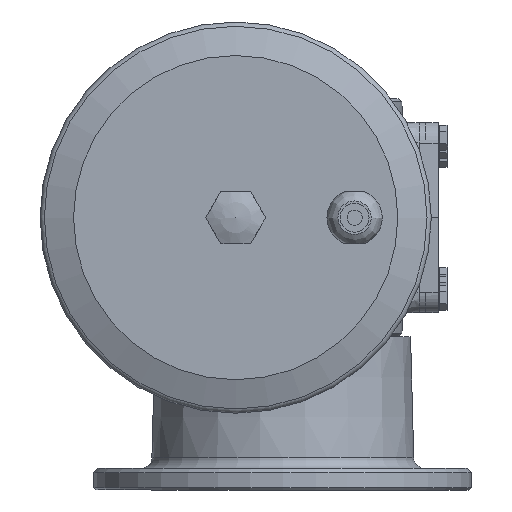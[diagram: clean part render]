
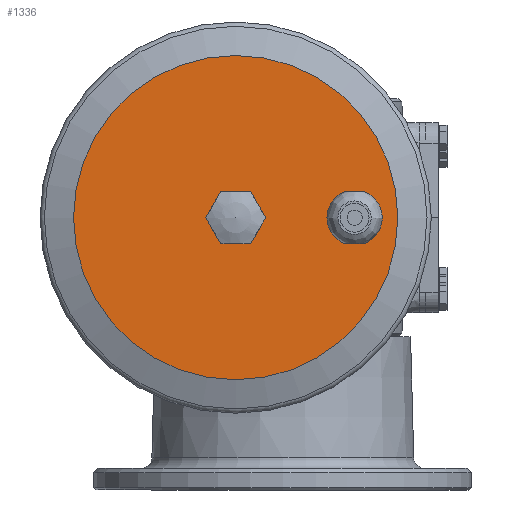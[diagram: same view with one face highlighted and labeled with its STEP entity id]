
A CAD part, left-side view. The second image highlights one B-rep face of the part: STEP entity #1336.
In plain terms, the highlighted planar face has unit normal (-1, 0, 0).
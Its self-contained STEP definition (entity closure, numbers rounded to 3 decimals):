
#1336 = ADVANCED_FACE( '', ( #3426, #3427, #3428 ), #3429, .T. );
#3426 = FACE_BOUND( '', #9132, .T. );
#3427 = FACE_OUTER_BOUND( '', #9133, .T. );
#3428 = FACE_BOUND( '', #9134, .T. );
#3429 = PLANE( '', #9135 );
#9132 = EDGE_LOOP( '', ( #19610, #19611, #19612, #19613 ) );
#9133 = EDGE_LOOP( '', ( #19614 ) );
#9134 = EDGE_LOOP( '', ( #19615, #19616, #19617, #19618, #19619, #19620 ) );
#9135 = AXIS2_PLACEMENT_3D( '', #19621, #19622, #19623 );
#19610 = ORIENTED_EDGE( '', *, *, #25536, .F. );
#19611 = ORIENTED_EDGE( '', *, *, #25537, .F. );
#19612 = ORIENTED_EDGE( '', *, *, #25538, .F. );
#19613 = ORIENTED_EDGE( '', *, *, #25539, .T. );
#19614 = ORIENTED_EDGE( '', *, *, #25540, .T. );
#19615 = ORIENTED_EDGE( '', *, *, #25541, .T. );
#19616 = ORIENTED_EDGE( '', *, *, #25542, .T. );
#19617 = ORIENTED_EDGE( '', *, *, #25543, .T. );
#19618 = ORIENTED_EDGE( '', *, *, #25544, .T. );
#19619 = ORIENTED_EDGE( '', *, *, #25545, .T. );
#19620 = ORIENTED_EDGE( '', *, *, #25546, .T. );
#19621 = CARTESIAN_POINT( '', ( -522.5, -53.2, 0. ) );
#19622 = DIRECTION( '', ( -1., 0., 0. ) );
#19623 = DIRECTION( '', ( 0., -1., 0. ) );
#25536 = EDGE_CURVE( '', #28741, #28742, #28743, .T. );
#25537 = EDGE_CURVE( '', #28744, #28741, #28745, .T. );
#25538 = EDGE_CURVE( '', #28746, #28744, #28747, .T. );
#25539 = EDGE_CURVE( '', #28746, #28742, #28748, .T. );
#25540 = EDGE_CURVE( '', #28749, #28749, #28750, .T. );
#25541 = EDGE_CURVE( '', #28751, #28752, #28753, .T. );
#25542 = EDGE_CURVE( '', #28752, #28754, #28755, .T. );
#25543 = EDGE_CURVE( '', #28754, #28756, #28757, .T. );
#25544 = EDGE_CURVE( '', #28756, #28758, #28759, .T. );
#25545 = EDGE_CURVE( '', #28758, #28760, #28761, .T. );
#25546 = EDGE_CURVE( '', #28760, #28751, #28762, .T. );
#28741 = VERTEX_POINT( '', #35279 );
#28742 = VERTEX_POINT( '', #35280 );
#28743 = CIRCLE( '', #35281, 12.8 );
#28744 = VERTEX_POINT( '', #35282 );
#28745 = LINE( '', #35283, #35284 );
#28746 = VERTEX_POINT( '', #35285 );
#28747 = CIRCLE( '', #35286, 12.8 );
#28748 = LINE( '', #35287, #35288 );
#28749 = VERTEX_POINT( '', #35289 );
#28750 = CIRCLE( '', #35290, 75. );
#28751 = VERTEX_POINT( '', #35291 );
#28752 = VERTEX_POINT( '', #35292 );
#28753 = LINE( '', #35293, #35294 );
#28754 = VERTEX_POINT( '', #35295 );
#28755 = LINE( '', #35296, #35297 );
#28756 = VERTEX_POINT( '', #35298 );
#28757 = LINE( '', #35299, #35300 );
#28758 = VERTEX_POINT( '', #35301 );
#28759 = LINE( '', #35302, #35303 );
#28760 = VERTEX_POINT( '', #35304 );
#28761 = LINE( '', #35305, #35306 );
#28762 = LINE( '', #35307, #35308 );
#35279 = CARTESIAN_POINT( '', ( -522.5, -28.746, 12. ) );
#35280 = CARTESIAN_POINT( '', ( -522.5, -28.746, -12. ) );
#35281 = AXIS2_PLACEMENT_3D( '', #41124, #41125, #41126 );
#35282 = CARTESIAN_POINT( '', ( -522.5, -37.654, 12. ) );
#35283 = CARTESIAN_POINT( '', ( -522.5, -37.654, 12. ) );
#35284 = VECTOR( '', #41127, 1000. );
#35285 = CARTESIAN_POINT( '', ( -522.5, -37.654, -12. ) );
#35286 = AXIS2_PLACEMENT_3D( '', #41128, #41129, #41130 );
#35287 = CARTESIAN_POINT( '', ( -522.5, -37.654, -12. ) );
#35288 = VECTOR( '', #41131, 1000. );
#35289 = CARTESIAN_POINT( '', ( -522.5, -53.2, 0. ) );
#35290 = AXIS2_PLACEMENT_3D( '', #41132, #41133, #41134 );
#35291 = CARTESIAN_POINT( '', ( -522.5, 28.728, -12. ) );
#35292 = CARTESIAN_POINT( '', ( -522.5, 35.656, 0. ) );
#35293 = CARTESIAN_POINT( '', ( -522.5, 28.728, -12. ) );
#35294 = VECTOR( '', #41135, 1000. );
#35295 = CARTESIAN_POINT( '', ( -522.5, 28.728, 12. ) );
#35296 = CARTESIAN_POINT( '', ( -522.5, 35.656, 0. ) );
#35297 = VECTOR( '', #41136, 1000. );
#35298 = CARTESIAN_POINT( '', ( -522.5, 14.872, 12. ) );
#35299 = CARTESIAN_POINT( '', ( -522.5, 28.728, 12. ) );
#35300 = VECTOR( '', #41137, 1000. );
#35301 = CARTESIAN_POINT( '', ( -522.5, 7.944, 0. ) );
#35302 = CARTESIAN_POINT( '', ( -522.5, 14.872, 12. ) );
#35303 = VECTOR( '', #41138, 1000. );
#35304 = CARTESIAN_POINT( '', ( -522.5, 14.872, -12. ) );
#35305 = CARTESIAN_POINT( '', ( -522.5, 7.944, 0. ) );
#35306 = VECTOR( '', #41139, 1000. );
#35307 = CARTESIAN_POINT( '', ( -522.5, 14.872, -12. ) );
#35308 = VECTOR( '', #41140, 1000. );
#41124 = CARTESIAN_POINT( '', ( -522.5, -33.2, 0. ) );
#41125 = DIRECTION( '', ( -1., 0., 0. ) );
#41126 = DIRECTION( '', ( 0., -1., 0. ) );
#41127 = DIRECTION( '', ( 0., 1., 0. ) );
#41128 = CARTESIAN_POINT( '', ( -522.5, -33.2, 0. ) );
#41129 = DIRECTION( '', ( -1., 0., 0. ) );
#41130 = DIRECTION( '', ( 0., -1., 0. ) );
#41131 = DIRECTION( '', ( 0., 1., 0. ) );
#41132 = CARTESIAN_POINT( '', ( -522.5, 21.8, 0. ) );
#41133 = DIRECTION( '', ( -1., 0., 0. ) );
#41134 = DIRECTION( '', ( 0., -1., 0. ) );
#41135 = DIRECTION( '', ( 0., 0.5, 0.866 ) );
#41136 = DIRECTION( '', ( 0., -0.5, 0.866 ) );
#41137 = DIRECTION( '', ( 0., -1., 0. ) );
#41138 = DIRECTION( '', ( 0., -0.5, -0.866 ) );
#41139 = DIRECTION( '', ( 0., 0.5, -0.866 ) );
#41140 = DIRECTION( '', ( 0., 1., 0. ) );
